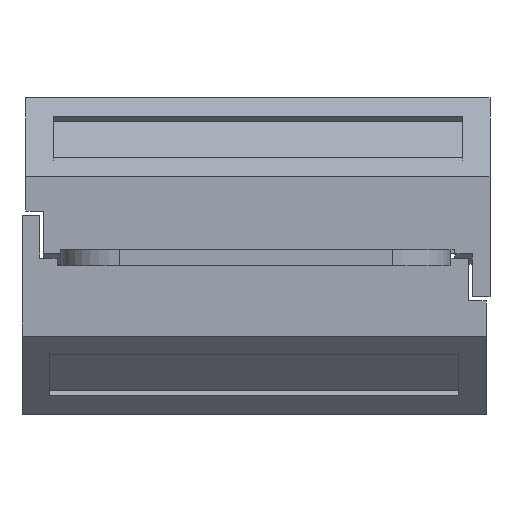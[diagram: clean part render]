
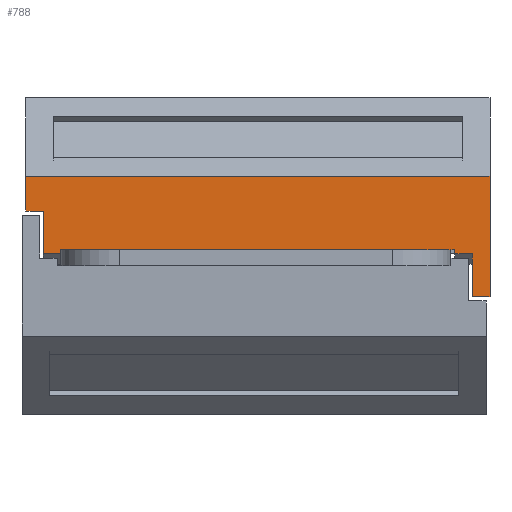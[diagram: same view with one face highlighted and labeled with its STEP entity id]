
A CAD part, left-side view. The second image highlights one B-rep face of the part: STEP entity #788.
In plain terms, the highlighted planar face has unit normal (-1, 0, 0).
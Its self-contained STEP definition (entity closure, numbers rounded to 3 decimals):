
#788=ADVANCED_FACE('',(#1240),#980,.T.);
#980=PLANE('',#4717);
#1240=FACE_OUTER_BOUND('',#1488,.T.);
#1488=EDGE_LOOP('',(#2288,#2289,#2290,#2291,#2292,#2293,#2294,#2295,#2296,
#2297,#2298,#2299,#2300));
#2288=ORIENTED_EDGE('',*,*,#3415,.T.);
#2289=ORIENTED_EDGE('',*,*,#3395,.T.);
#2290=ORIENTED_EDGE('',*,*,#3389,.T.);
#2291=ORIENTED_EDGE('',*,*,#3386,.T.);
#2292=ORIENTED_EDGE('',*,*,#3095,.T.);
#2293=ORIENTED_EDGE('',*,*,#3067,.T.);
#2294=ORIENTED_EDGE('',*,*,#3420,.T.);
#2295=ORIENTED_EDGE('',*,*,#3421,.T.);
#2296=ORIENTED_EDGE('',*,*,#3384,.T.);
#2297=ORIENTED_EDGE('',*,*,#3381,.T.);
#2298=ORIENTED_EDGE('',*,*,#3375,.T.);
#2299=ORIENTED_EDGE('',*,*,#3398,.F.);
#2300=ORIENTED_EDGE('',*,*,#3412,.F.);
#2707=VERTEX_POINT('',#5846);
#2708=VERTEX_POINT('',#5847);
#2735=VERTEX_POINT('',#5906);
#2931=VERTEX_POINT('',#6483);
#2932=VERTEX_POINT('',#6484);
#2936=VERTEX_POINT('',#6495);
#2937=VERTEX_POINT('',#6500);
#2938=VERTEX_POINT('',#6504);
#2939=VERTEX_POINT('',#6509);
#2943=VERTEX_POINT('',#6518);
#2946=VERTEX_POINT('',#6526);
#2955=VERTEX_POINT('',#6553);
#2958=VERTEX_POINT('',#6569);
#3067=EDGE_CURVE('',#2707,#2708,#3597,.T.);
#3095=EDGE_CURVE('',#2735,#2707,#3613,.T.);
#3375=EDGE_CURVE('',#2931,#2932,#3861,.T.);
#3381=EDGE_CURVE('',#2936,#2931,#3867,.T.);
#3384=EDGE_CURVE('',#2937,#2936,#3870,.T.);
#3386=EDGE_CURVE('',#2938,#2735,#3872,.T.);
#3389=EDGE_CURVE('',#2939,#2938,#3875,.T.);
#3395=EDGE_CURVE('',#2943,#2939,#3881,.T.);
#3398=EDGE_CURVE('',#2946,#2932,#3884,.T.);
#3412=EDGE_CURVE('',#2955,#2946,#3898,.T.);
#3415=EDGE_CURVE('',#2955,#2943,#3901,.T.);
#3420=EDGE_CURVE('',#2708,#2958,#3906,.T.);
#3421=EDGE_CURVE('',#2958,#2937,#3907,.T.);
#3597=LINE('',#5845,#4075);
#3613=LINE('',#5905,#4091);
#3861=LINE('',#6482,#4339);
#3867=LINE('',#6494,#4345);
#3870=LINE('',#6499,#4348);
#3872=LINE('',#6503,#4350);
#3875=LINE('',#6508,#4353);
#3881=LINE('',#6520,#4359);
#3884=LINE('',#6527,#4362);
#3898=LINE('',#6554,#4376);
#3901=LINE('',#6559,#4379);
#3906=LINE('',#6568,#4384);
#3907=LINE('',#6570,#4385);
#4075=VECTOR('',#4826,1.);
#4091=VECTOR('',#4874,1.);
#4339=VECTOR('',#5388,1.);
#4345=VECTOR('',#5396,1.);
#4348=VECTOR('',#5401,1.);
#4350=VECTOR('',#5405,1.);
#4353=VECTOR('',#5410,1.);
#4359=VECTOR('',#5418,1.);
#4362=VECTOR('',#5423,1.);
#4376=VECTOR('',#5445,1.);
#4379=VECTOR('',#5452,1.);
#4384=VECTOR('',#5461,1.);
#4385=VECTOR('',#5462,1.);
#4717=AXIS2_PLACEMENT_3D('',#6571,#5463,#5464);
#4826=DIRECTION('',(0.,-1.,0.));
#4874=DIRECTION('',(0.,0.,1.));
#5388=DIRECTION('',(0.,-1.,0.));
#5396=DIRECTION('',(0.,0.,-1.));
#5401=DIRECTION('',(0.,-1.,0.));
#5405=DIRECTION('',(0.,-1.,0.));
#5410=DIRECTION('',(0.,0.,-1.));
#5418=DIRECTION('',(0.,-1.,0.));
#5423=DIRECTION('',(0.,0.,-1.));
#5445=DIRECTION('',(0.,-1.,0.));
#5452=DIRECTION('',(0.,0.,-1.));
#5461=DIRECTION('',(0.,-1.,0.));
#5462=DIRECTION('',(0.,0.,-1.));
#5463=DIRECTION('',(-1.,0.,0.));
#5464=DIRECTION('',(0.,1.,0.));
#5845=CARTESIAN_POINT('',(-8.,5.9,0.));
#5846=CARTESIAN_POINT('',(-8.,5.,0.));
#5847=CARTESIAN_POINT('',(-8.,-5.,0.));
#5905=CARTESIAN_POINT('',(-8.,5.,-0.11));
#5906=CARTESIAN_POINT('',(-8.,5.,-0.11));
#6482=CARTESIAN_POINT('',(-8.,-5.55,-1.21));
#6483=CARTESIAN_POINT('',(-8.,-5.55,-1.21));
#6484=CARTESIAN_POINT('',(-8.,-6.,-1.21));
#6494=CARTESIAN_POINT('',(-8.,-5.55,-0.11));
#6495=CARTESIAN_POINT('',(-8.,-5.55,-0.11));
#6499=CARTESIAN_POINT('',(-8.,-5.1,-0.11));
#6500=CARTESIAN_POINT('',(-8.,-5.1,-0.11));
#6503=CARTESIAN_POINT('',(-8.,5.45,-0.11));
#6504=CARTESIAN_POINT('',(-8.,5.45,-0.11));
#6508=CARTESIAN_POINT('',(-8.,5.45,0.99));
#6509=CARTESIAN_POINT('',(-8.,5.45,0.99));
#6518=CARTESIAN_POINT('',(-8.,5.9,0.99));
#6520=CARTESIAN_POINT('',(-8.,5.9,0.99));
#6526=CARTESIAN_POINT('',(-8.,-6.,1.88));
#6527=CARTESIAN_POINT('',(-8.,-6.,1.88));
#6553=CARTESIAN_POINT('',(-8.,5.9,1.88));
#6554=CARTESIAN_POINT('',(-8.,5.9,1.88));
#6559=CARTESIAN_POINT('',(-8.,5.9,1.88));
#6568=CARTESIAN_POINT('',(-8.,5.9,0.));
#6569=CARTESIAN_POINT('',(-8.,-5.1,0.));
#6570=CARTESIAN_POINT('',(-8.,-5.1,2.89));
#6571=CARTESIAN_POINT('',(-8.,5.9,1.88));
